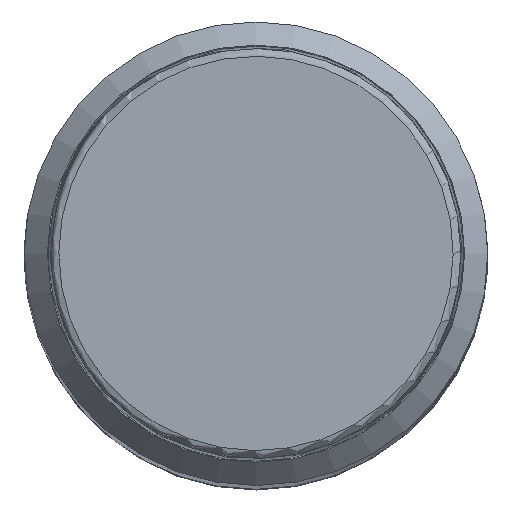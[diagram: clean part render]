
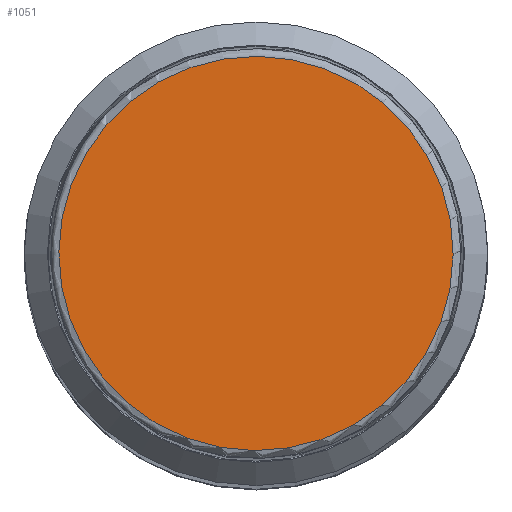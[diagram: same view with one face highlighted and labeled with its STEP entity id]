
A CAD part, top view. The second image highlights one B-rep face of the part: STEP entity #1051.
In plain terms, the highlighted planar face has unit normal (0, 0, 1).
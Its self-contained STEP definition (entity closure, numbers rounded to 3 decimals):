
#184=PLANE('',#1136);
#262=FACE_OUTER_BOUND('',#324,.T.);
#324=EDGE_LOOP('',(#835));
#383=CIRCLE('',#1137,5.103);
#474=VERTEX_POINT('',#2044);
#637=EDGE_CURVE('',#474,#474,#383,.T.);
#835=ORIENTED_EDGE('',*,*,#637,.T.);
#1051=ADVANCED_FACE('',(#262),#184,.F.);
#1136=AXIS2_PLACEMENT_3D('',#2043,#1318,#1319);
#1137=AXIS2_PLACEMENT_3D('',#2045,#1320,#1321);
#1318=DIRECTION('center_axis',(0.,0.,-1.));
#1319=DIRECTION('ref_axis',(0.,1.,0.));
#1320=DIRECTION('center_axis',(0.,0.,1.));
#1321=DIRECTION('ref_axis',(0.008,1.,0.));
#2043=CARTESIAN_POINT('Origin',(0.,0.,73.2));
#2044=CARTESIAN_POINT('',(0.039,5.103,73.2));
#2045=CARTESIAN_POINT('Origin',(0.,0.,73.2));
